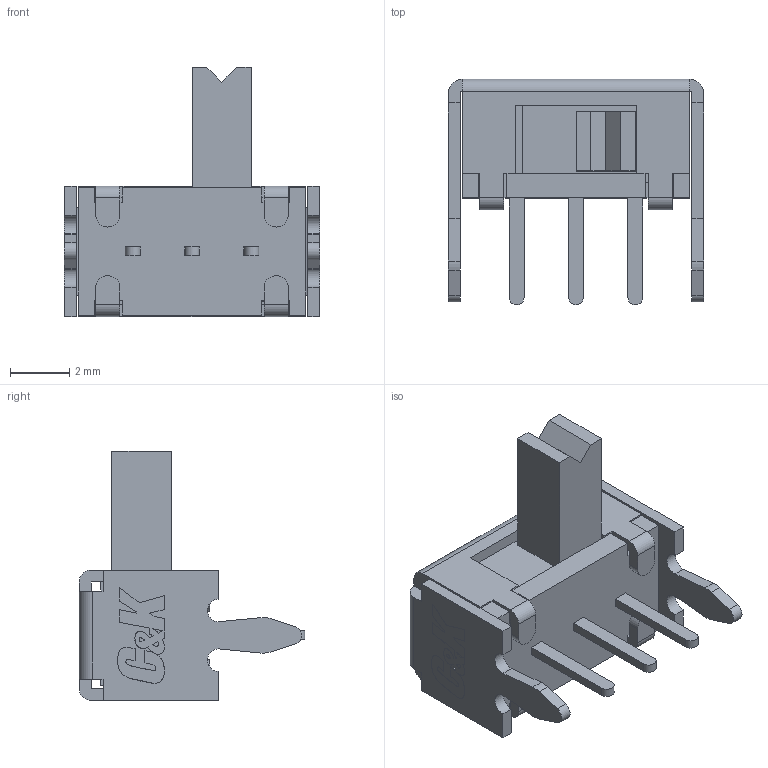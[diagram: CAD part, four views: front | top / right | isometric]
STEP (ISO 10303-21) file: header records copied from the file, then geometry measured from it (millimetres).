
FILE_DESCRIPTION(('FreeCAD Model'),'2;1');
FILE_NAME('OS102011MA1QN1.step', '2018-04-26T10:31:21',('kicad StepUp'),('ksu MCAD'), 'Open CASCADE STEP processor 6.8','FreeCAD','Unknown');
FILE_SCHEMA(('AUTOMOTIVE_DESIGN_CC2 { 1 2 10303 214 -1 1 5 4 }'));
Length unit declared in the file: millimetre
Products named in the file (1): 1
Bounding box: 8.6 x 7.6 x 8.4 mm (x, y, z)
Volume: 138.7 mm3; surface area: 430.1 mm2
Topology: 1 solids, 1 shells, 200 faces, 593 edges, 385 vertices
Faces by surface type: plane 151, cylinder 27, extrusion 22
Entity records: 8293 total; most frequent: CARTESIAN_POINT 1547, ORIENTED_EDGE 1186, DIRECTION 983, EDGE_CURVE 593, VECTOR 517, LINE 495, VERTEX_POINT 385, AXIS2_PLACEMENT_3D 233
